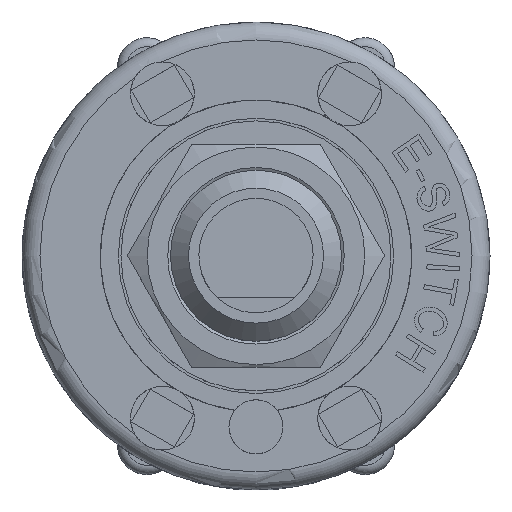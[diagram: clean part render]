
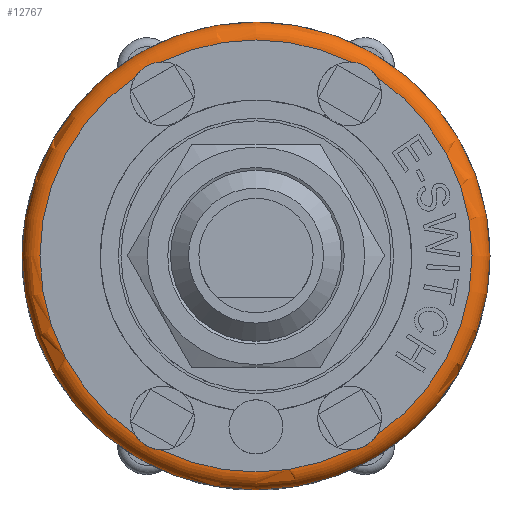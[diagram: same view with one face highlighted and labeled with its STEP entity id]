
A CAD part, top view. The second image highlights one B-rep face of the part: STEP entity #12767.
In plain terms, the highlighted toroidal (fillet/blend) face has major radius 12 mm and minor radius 1 mm.
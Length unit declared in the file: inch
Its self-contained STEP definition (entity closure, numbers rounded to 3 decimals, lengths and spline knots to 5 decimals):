
#26=TOROIDAL_SURFACE('',#13410,0.47244,0.03937);
#654=B_SPLINE_CURVE_WITH_KNOTS('',3,(#22105,#22106,#22107,#22108,#22109,
#22110,#22111,#22112,#22113,#22114,#22115,#22116),.UNSPECIFIED.,.F.,.F.,
(4,2,2,2,2,4),(-0.26924,-0.24463,-0.21597,
-0.19207,-0.16451,-0.13568),.UNSPECIFIED.);
#655=B_SPLINE_CURVE_WITH_KNOTS('',3,(#22128,#22129,#22130,#22131,#22132,
#22133,#22134,#22135,#22136,#22137,#22138,#22139),.UNSPECIFIED.,.F.,.F.,
(4,2,2,2,2,4),(-0.26924,-0.24463,-0.21597,
-0.19207,-0.16451,-0.13568),.UNSPECIFIED.);
#656=B_SPLINE_CURVE_WITH_KNOTS('',3,(#22156,#22157,#22158,#22159,#22160,
#22161,#22162,#22163,#22164,#22165,#22166,#22167),.UNSPECIFIED.,.F.,.F.,
(4,2,2,2,2,4),(-0.26924,-0.24463,-0.21597,
-0.19207,-0.16451,-0.13568),.UNSPECIFIED.);
#657=B_SPLINE_CURVE_WITH_KNOTS('',3,(#22189,#22190,#22191,#22192,#22193,
#22194,#22195,#22196,#22197,#22198,#22199,#22200),.UNSPECIFIED.,.F.,.F.,
(4,2,2,2,2,4),(-0.26924,-0.24463,-0.21597,
-0.19207,-0.16451,-0.13568),.UNSPECIFIED.);
#1755=FACE_OUTER_BOUND('',#2514,.T.);
#2514=EDGE_LOOP('',(#11823,#11824,#11825,#11826,#11827,#11828,#11829,#11830,
#11831,#11832,#11833,#11834));
#5325=CIRCLE('',#13363,0.51181);
#5352=CIRCLE('',#13411,0.03937);
#5353=CIRCLE('',#13412,0.47244);
#5354=CIRCLE('',#13413,0.47244);
#5355=CIRCLE('',#13414,0.47244);
#5356=CIRCLE('',#13415,0.47244);
#5357=CIRCLE('',#13416,0.47244);
#6525=VERTEX_POINT('',#22067);
#6533=VERTEX_POINT('',#22103);
#6534=VERTEX_POINT('',#22104);
#6537=VERTEX_POINT('',#22126);
#6538=VERTEX_POINT('',#22127);
#6543=VERTEX_POINT('',#22154);
#6544=VERTEX_POINT('',#22155);
#6551=VERTEX_POINT('',#22187);
#6552=VERTEX_POINT('',#22188);
#6555=VERTEX_POINT('',#22210);
#8320=EDGE_CURVE('',#6525,#6525,#5325,.T.);
#8338=EDGE_CURVE('',#6533,#6534,#654,.T.);
#8344=EDGE_CURVE('',#6537,#6538,#655,.T.);
#8352=EDGE_CURVE('',#6543,#6544,#656,.T.);
#8362=EDGE_CURVE('',#6551,#6552,#657,.T.);
#8368=EDGE_CURVE('',#6525,#6555,#5352,.T.);
#8369=EDGE_CURVE('',#6555,#6543,#5353,.T.);
#8370=EDGE_CURVE('',#6544,#6537,#5354,.T.);
#8371=EDGE_CURVE('',#6538,#6533,#5355,.T.);
#8372=EDGE_CURVE('',#6534,#6551,#5356,.T.);
#8373=EDGE_CURVE('',#6552,#6555,#5357,.T.);
#11823=ORIENTED_EDGE('',*,*,#8320,.T.);
#11824=ORIENTED_EDGE('',*,*,#8368,.T.);
#11825=ORIENTED_EDGE('',*,*,#8369,.T.);
#11826=ORIENTED_EDGE('',*,*,#8352,.T.);
#11827=ORIENTED_EDGE('',*,*,#8370,.T.);
#11828=ORIENTED_EDGE('',*,*,#8344,.T.);
#11829=ORIENTED_EDGE('',*,*,#8371,.T.);
#11830=ORIENTED_EDGE('',*,*,#8338,.T.);
#11831=ORIENTED_EDGE('',*,*,#8372,.T.);
#11832=ORIENTED_EDGE('',*,*,#8362,.T.);
#11833=ORIENTED_EDGE('',*,*,#8373,.T.);
#11834=ORIENTED_EDGE('',*,*,#8368,.F.);
#12767=ADVANCED_FACE('',(#1755),#26,.T.);
#13363=AXIS2_PLACEMENT_3D('',#22068,#15852,#15853);
#13410=AXIS2_PLACEMENT_3D('',#22209,#15963,#15964);
#13411=AXIS2_PLACEMENT_3D('',#22211,#15965,#15966);
#13412=AXIS2_PLACEMENT_3D('',#22212,#15967,#15968);
#13413=AXIS2_PLACEMENT_3D('',#22213,#15969,#15970);
#13414=AXIS2_PLACEMENT_3D('',#22214,#15971,#15972);
#13415=AXIS2_PLACEMENT_3D('',#22215,#15973,#15974);
#13416=AXIS2_PLACEMENT_3D('',#22216,#15975,#15976);
#15852=DIRECTION('center_axis',(0.,0.,1.));
#15853=DIRECTION('ref_axis',(-1.,0.,0.));
#15963=DIRECTION('center_axis',(0.,0.,-1.));
#15964=DIRECTION('ref_axis',(-1.,0.,0.));
#15965=DIRECTION('center_axis',(0.,-1.,0.));
#15966=DIRECTION('ref_axis',(1.,0.,0.));
#15967=DIRECTION('center_axis',(0.,0.,-1.));
#15968=DIRECTION('ref_axis',(-1.,0.,0.));
#15969=DIRECTION('center_axis',(0.,0.,-1.));
#15970=DIRECTION('ref_axis',(-1.,0.,0.));
#15971=DIRECTION('center_axis',(0.,0.,-1.));
#15972=DIRECTION('ref_axis',(-1.,0.,0.));
#15973=DIRECTION('center_axis',(0.,0.,-1.));
#15974=DIRECTION('ref_axis',(-1.,0.,0.));
#15975=DIRECTION('center_axis',(0.,0.,-1.));
#15976=DIRECTION('ref_axis',(-1.,0.,0.));
#22067=CARTESIAN_POINT('',(0.51181,0.,0.37402));
#22068=CARTESIAN_POINT('Origin',(0.,0.,0.37402));
#22103=CARTESIAN_POINT('',(-0.26379,0.39194,0.41339));
#22104=CARTESIAN_POINT('',(-0.20753,0.42442,0.41339));
#22105=CARTESIAN_POINT('Ctrl Pts',(-0.26379,0.39194,
0.41339));
#22106=CARTESIAN_POINT('Ctrl Pts',(-0.26165,0.39532,
0.41339));
#22107=CARTESIAN_POINT('Ctrl Pts',(-0.25918,0.39859,
0.41329));
#22108=CARTESIAN_POINT('Ctrl Pts',(-0.25306,0.40529,
0.41304));
#22109=CARTESIAN_POINT('Ctrl Pts',(-0.2494,0.40855,
0.4129));
#22110=CARTESIAN_POINT('Ctrl Pts',(-0.24211,0.41377,
0.41277));
#22111=CARTESIAN_POINT('Ctrl Pts',(-0.2386,0.41585,
0.41276));
#22112=CARTESIAN_POINT('Ctrl Pts',(-0.23069,0.41964,
0.41286));
#22113=CARTESIAN_POINT('Ctrl Pts',(-0.22626,0.42124,
0.41299));
#22114=CARTESIAN_POINT('Ctrl Pts',(-0.21694,0.42357,
0.41325));
#22115=CARTESIAN_POINT('Ctrl Pts',(-0.21219,0.42423,
0.41339));
#22116=CARTESIAN_POINT('Ctrl Pts',(-0.20753,0.42442,
0.41339));
#22126=CARTESIAN_POINT('',(-0.20753,-0.42442,0.41339));
#22127=CARTESIAN_POINT('',(-0.26379,-0.39194,0.41339));
#22128=CARTESIAN_POINT('Ctrl Pts',(-0.20753,-0.42442,
0.41339));
#22129=CARTESIAN_POINT('Ctrl Pts',(-0.21153,-0.42426,
0.41339));
#22130=CARTESIAN_POINT('Ctrl Pts',(-0.2156,-0.42375,
0.41329));
#22131=CARTESIAN_POINT('Ctrl Pts',(-0.22446,-0.42181,
0.41304));
#22132=CARTESIAN_POINT('Ctrl Pts',(-0.22911,-0.42026,
0.4129));
#22133=CARTESIAN_POINT('Ctrl Pts',(-0.23728,-0.41656,
0.41277));
#22134=CARTESIAN_POINT('Ctrl Pts',(-0.24084,-0.41456,
0.41276));
#22135=CARTESIAN_POINT('Ctrl Pts',(-0.24808,-0.4096,
0.41286));
#22136=CARTESIAN_POINT('Ctrl Pts',(-0.25168,-0.40656,
0.41299));
#22137=CARTESIAN_POINT('Ctrl Pts',(-0.25836,-0.39966,
0.41325));
#22138=CARTESIAN_POINT('Ctrl Pts',(-0.2613,-0.39588,
0.41339));
#22139=CARTESIAN_POINT('Ctrl Pts',(-0.26379,-0.39194,
0.41339));
#22154=CARTESIAN_POINT('',(0.26379,-0.39194,0.41339));
#22155=CARTESIAN_POINT('',(0.20753,-0.42442,0.41339));
#22156=CARTESIAN_POINT('Ctrl Pts',(0.26379,-0.39194,
0.41339));
#22157=CARTESIAN_POINT('Ctrl Pts',(0.26165,-0.39532,
0.41339));
#22158=CARTESIAN_POINT('Ctrl Pts',(0.25918,-0.39859,
0.41329));
#22159=CARTESIAN_POINT('Ctrl Pts',(0.25306,-0.40529,
0.41304));
#22160=CARTESIAN_POINT('Ctrl Pts',(0.2494,-0.40855,
0.4129));
#22161=CARTESIAN_POINT('Ctrl Pts',(0.24211,-0.41377,
0.41277));
#22162=CARTESIAN_POINT('Ctrl Pts',(0.2386,-0.41585,
0.41276));
#22163=CARTESIAN_POINT('Ctrl Pts',(0.23069,-0.41964,
0.41286));
#22164=CARTESIAN_POINT('Ctrl Pts',(0.22626,-0.42124,
0.41299));
#22165=CARTESIAN_POINT('Ctrl Pts',(0.21694,-0.42357,
0.41325));
#22166=CARTESIAN_POINT('Ctrl Pts',(0.21219,-0.42423,
0.41339));
#22167=CARTESIAN_POINT('Ctrl Pts',(0.20753,-0.42442,
0.41339));
#22187=CARTESIAN_POINT('',(0.20753,0.42442,0.41339));
#22188=CARTESIAN_POINT('',(0.26379,0.39194,0.41339));
#22189=CARTESIAN_POINT('Ctrl Pts',(0.20753,0.42442,0.41339));
#22190=CARTESIAN_POINT('Ctrl Pts',(0.21153,0.42426,
0.41339));
#22191=CARTESIAN_POINT('Ctrl Pts',(0.2156,0.42375,
0.41329));
#22192=CARTESIAN_POINT('Ctrl Pts',(0.22446,0.42181,0.41304));
#22193=CARTESIAN_POINT('Ctrl Pts',(0.22911,0.42026,
0.4129));
#22194=CARTESIAN_POINT('Ctrl Pts',(0.23728,0.41656,0.41277));
#22195=CARTESIAN_POINT('Ctrl Pts',(0.24084,0.41456,
0.41276));
#22196=CARTESIAN_POINT('Ctrl Pts',(0.24808,0.4096,
0.41286));
#22197=CARTESIAN_POINT('Ctrl Pts',(0.25168,0.40656,
0.41299));
#22198=CARTESIAN_POINT('Ctrl Pts',(0.25836,0.39966,
0.41325));
#22199=CARTESIAN_POINT('Ctrl Pts',(0.2613,0.39588,
0.41339));
#22200=CARTESIAN_POINT('Ctrl Pts',(0.26379,0.39194,
0.41339));
#22209=CARTESIAN_POINT('Origin',(0.,0.,0.37402));
#22210=CARTESIAN_POINT('',(0.47244,0.,0.41339));
#22211=CARTESIAN_POINT('Origin',(0.47244,0.,
0.37402));
#22212=CARTESIAN_POINT('Origin',(0.,0.,0.41339));
#22213=CARTESIAN_POINT('Origin',(0.,0.,0.41339));
#22214=CARTESIAN_POINT('Origin',(0.,0.,0.41339));
#22215=CARTESIAN_POINT('Origin',(0.,0.,0.41339));
#22216=CARTESIAN_POINT('Origin',(0.,0.,0.41339));
